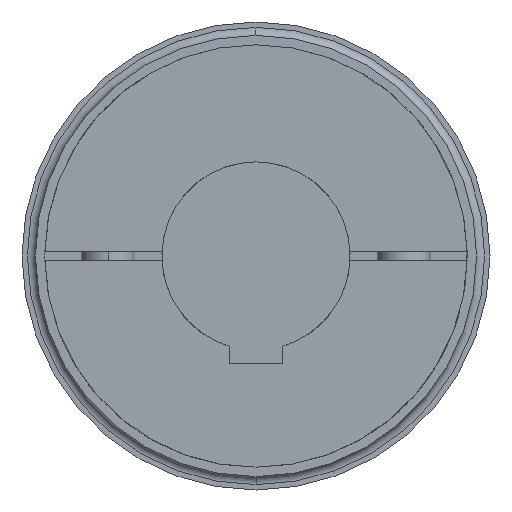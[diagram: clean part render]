
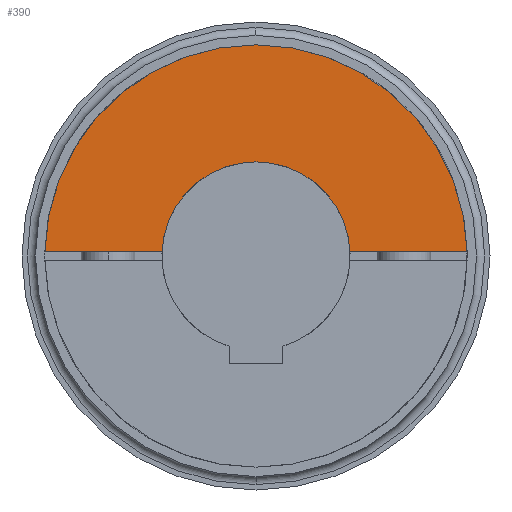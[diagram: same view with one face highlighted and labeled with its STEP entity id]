
A CAD part, left-side view. The second image highlights one B-rep face of the part: STEP entity #390.
In plain terms, the highlighted planar face has unit normal (-1, 0, 0).
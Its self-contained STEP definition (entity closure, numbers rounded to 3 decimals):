
#390=ADVANCED_FACE('',(#899),#900,.T.);
#899=FACE_OUTER_BOUND('',#1558,.T.);
#900=PLANE('',#1559);
#1558=EDGE_LOOP('',(#2646,#2647,#2648,#2649,#2650,#2651));
#1559=AXIS2_PLACEMENT_3D('',#2652,#2653,#2654);
#2646=ORIENTED_EDGE('',*,*,#4033,.T.);
#2647=ORIENTED_EDGE('',*,*,#4076,.T.);
#2648=ORIENTED_EDGE('',*,*,#4098,.T.);
#2649=ORIENTED_EDGE('',*,*,#3910,.F.);
#2650=ORIENTED_EDGE('',*,*,#4099,.F.);
#2651=ORIENTED_EDGE('',*,*,#4100,.T.);
#2652=CARTESIAN_POINT('',(0.0,0.0,39.25));
#2653=DIRECTION('',(-1.0,-0.0,-0.0));
#2654=DIRECTION('',(0.0,0.0,-1.0));
#3910=EDGE_CURVE('',#4699,#4702,#4703,.T.);
#4033=EDGE_CURVE('',#4914,#4911,#4915,.T.);
#4076=EDGE_CURVE('',#4911,#4979,#4981,.T.);
#4098=EDGE_CURVE('',#4979,#4702,#5013,.T.);
#4099=EDGE_CURVE('',#5014,#4699,#5015,.T.);
#4100=EDGE_CURVE('',#5014,#4914,#5016,.T.);
#4699=VERTEX_POINT('',#5944);
#4702=VERTEX_POINT('',#5948);
#4703=CIRCLE('',#5949,78.5);
#4911=VERTEX_POINT('',#6369);
#4914=VERTEX_POINT('',#6373);
#4915=CIRCLE('',#6374,35.0);
#4979=VERTEX_POINT('',#6461);
#4981=CIRCLE('',#6464,35.0);
#5013=LINE('',#6507,#6508);
#5014=VERTEX_POINT('',#6509);
#5015=CIRCLE('',#6510,78.5);
#5016=LINE('',#6511,#6512);
#5944=CARTESIAN_POINT('',(0.0,0.,78.5));
#5948=CARTESIAN_POINT('',(0.0,-78.486,1.5));
#5949=AXIS2_PLACEMENT_3D('',#7468,#7469,#7470);
#6369=CARTESIAN_POINT('',(0.0,0.,35.0));
#6373=CARTESIAN_POINT('',(0.0,34.968,1.5));
#6374=AXIS2_PLACEMENT_3D('',#7662,#7663,#7664);
#6461=CARTESIAN_POINT('',(0.0,-34.968,1.5));
#6464=AXIS2_PLACEMENT_3D('',#7713,#7714,#7715);
#6507=CARTESIAN_POINT('',(0.0,-0.25,1.5));
#6508=VECTOR('',#7739,1.0);
#6509=CARTESIAN_POINT('',(0.0,78.486,1.5));
#6510=AXIS2_PLACEMENT_3D('',#7740,#7741,#7742);
#6511=CARTESIAN_POINT('',(0.0,-0.25,1.5));
#6512=VECTOR('',#7743,1.0);
#7468=CARTESIAN_POINT('',(0.0,0.0,0.0));
#7469=DIRECTION('',(1.0,0.0,-0.0));
#7470=DIRECTION('',(0.0,0.0,1.0));
#7662=CARTESIAN_POINT('',(0.0,0.0,0.0));
#7663=DIRECTION('',(1.0,0.0,0.0));
#7664=DIRECTION('',(0.0,0.0,-1.0));
#7713=CARTESIAN_POINT('',(0.0,0.0,0.0));
#7714=DIRECTION('',(1.0,0.0,0.0));
#7715=DIRECTION('',(0.0,0.0,-1.0));
#7739=DIRECTION('',(0.0,-1.0,0.0));
#7740=CARTESIAN_POINT('',(0.0,0.0,0.0));
#7741=DIRECTION('',(1.0,0.0,-0.0));
#7742=DIRECTION('',(0.0,0.0,1.0));
#7743=DIRECTION('',(0.0,-1.0,0.0));
